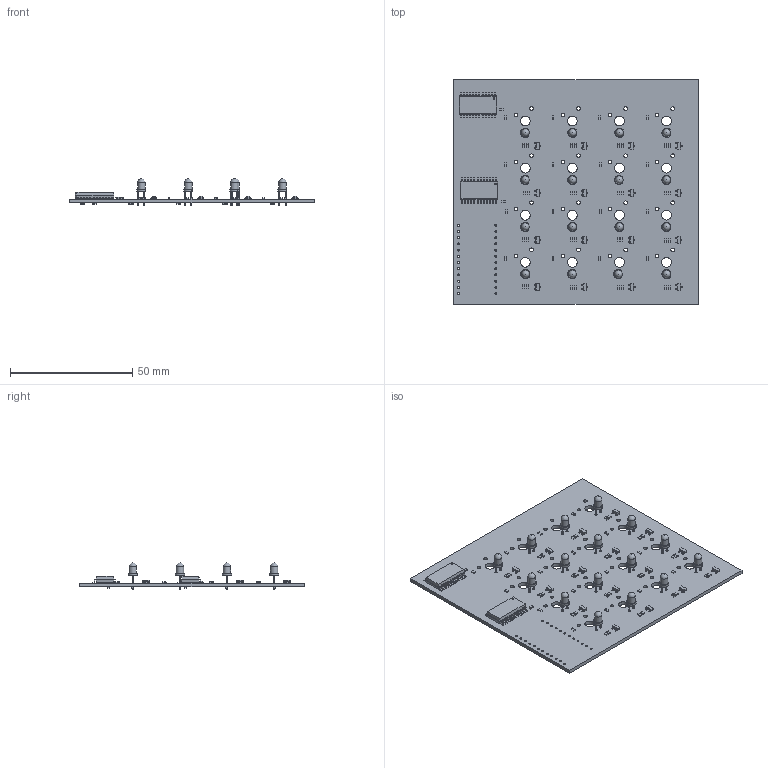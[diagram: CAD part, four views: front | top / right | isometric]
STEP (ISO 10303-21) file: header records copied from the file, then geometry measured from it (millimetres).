
FILE_DESCRIPTION(('KiCad electronic assembly'),'2;1');
FILE_NAME('Macro Keyboard V1.step','2025-03-11T22:16:03',('Pcbnew'),( 'Kicad'),'Open CASCADE STEP processor 7.8','KiCad to STEP converter' ,'Unknown');
FILE_SCHEMA(('AUTOMOTIVE_DESIGN { 1 0 10303 214 1 1 1 1 }'));
Length unit declared in the file: millimetre
Products named in the file (7): Macro Keyboard V1 1; R_0603_1608Metric; LED_D3.0mm; SOT-23; SOIC-24W_7.5x15.4mm_P1.27mm; C_0603_1608Metric; Macro Keyboard V1_PCB
Assembly tree (103 placements, depth 2):
  Macro Keyboard V1 1
    R_0603_1608Metric  x66
    LED_D3.0mm  x16
    SOT-23  x16
    SOIC-24W_7.5x15.4mm_P1.27mm  x2
    C_0603_1608Metric  x2
    Macro Keyboard V1_PCB
Bounding box: 100 x 92 x 10.8 mm (x, y, z)
Volume: 14762.5 mm3; surface area: 21956.5 mm2
Topology: 103 solids, 103 shells, 4146 faces, 10546 edges, 6628 vertices
Faces by surface type: plane 2528, cylinder 1074, bspline 528, sphere 16
Full cylindrical faces by diameter (mm): 0.6 x2, 0.8 x24, 0.9 x32, 1.5 x32, 3 x16, 4 x16
Entity records: 25182 total; most frequent: CARTESIAN_POINT 3893, DIRECTION 3512, ORIENTED_EDGE 3482, EDGE_CURVE 1741, LINE 1204, VECTOR 1204, AXIS2_PLACEMENT_3D 1154, VERTEX_POINT 1107
